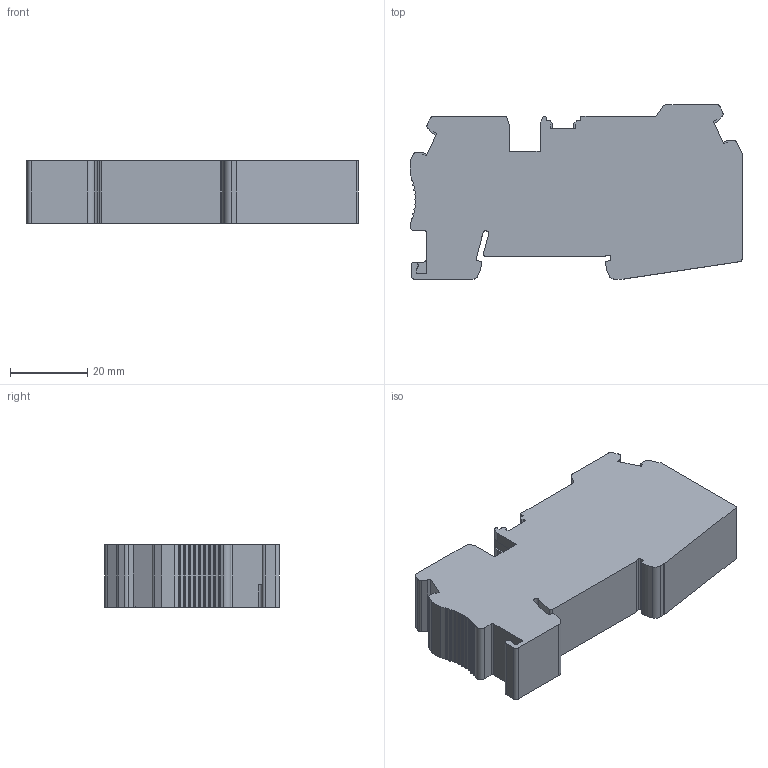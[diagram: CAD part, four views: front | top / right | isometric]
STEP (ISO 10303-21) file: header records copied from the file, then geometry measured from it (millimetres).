
FILE_DESCRIPTION((''),'2;1');
FILE_NAME('5YB576982_ASM','2021-11-23T',('Administrator'),(''),'PRO/ENGINEER BY PARAMETRIC TECHNOLOGY CORPORATION, 2013230','PRO/ENGINEER BY PARAMETRIC TECHNOLOGY CORPORATION, 2013230','');
FILE_SCHEMA(('AUTOMOTIVE_DESIGN { 1 0 10303 214 1 1 1 1 }'));
Length unit declared in the file: millimetre
Products named in the file (1): 5YB576982_ASM
Bounding box: 86 x 45.3 x 16.2 mm (x, y, z)
Volume: 32735.6 mm3; surface area: 29152.6 mm2
Topology: 1 solids, 22 shells, 1105 faces, 3069 edges, 2033 vertices
Faces by surface type: plane 693, cylinder 308, cone 50, torus 44, bspline 9, extrusion 1
Entity records: 37567 total; most frequent: CARTESIAN_POINT 7968, ORIENTED_EDGE 6138, DIRECTION 5944, EDGE_CURVE 3069, VECTOR 2136, LINE 2135, VERTEX_POINT 2033, AXIS2_PLACEMENT_3D 1904
